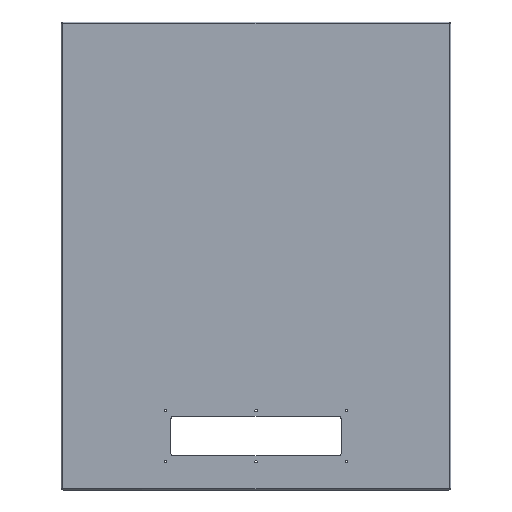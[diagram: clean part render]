
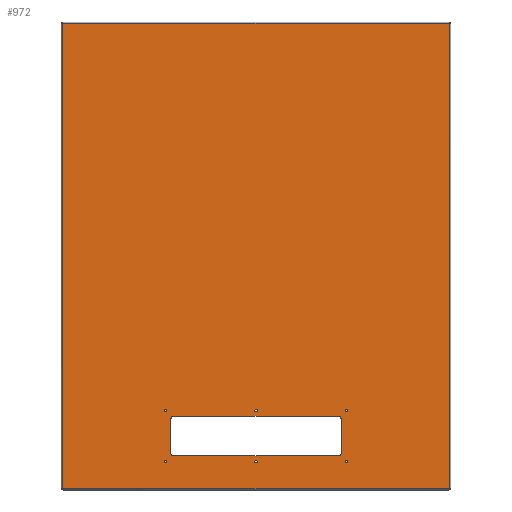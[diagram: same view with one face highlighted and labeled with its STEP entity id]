
A CAD part, top view. The second image highlights one B-rep face of the part: STEP entity #972.
In plain terms, the highlighted planar face has unit normal (0, 0, 1).
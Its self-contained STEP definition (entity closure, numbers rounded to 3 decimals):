
#46=FACE_BOUND('',#154,.T.);
#47=FACE_BOUND('',#155,.T.);
#48=FACE_BOUND('',#156,.T.);
#49=FACE_BOUND('',#157,.T.);
#50=FACE_BOUND('',#158,.T.);
#51=FACE_BOUND('',#159,.T.);
#52=FACE_BOUND('',#160,.T.);
#54=PLANE('',#1068);
#86=FACE_OUTER_BOUND('',#153,.T.);
#153=EDGE_LOOP('',(#697,#698,#699,#700));
#154=EDGE_LOOP('',(#701));
#155=EDGE_LOOP('',(#702));
#156=EDGE_LOOP('',(#703));
#157=EDGE_LOOP('',(#704));
#158=EDGE_LOOP('',(#705));
#159=EDGE_LOOP('',(#706));
#160=EDGE_LOOP('',(#707,#708,#709,#710,#711,#712,#713,#714));
#227=LINE('',#1466,#317);
#228=LINE('',#1468,#318);
#229=LINE('',#1470,#319);
#230=LINE('',#1471,#320);
#231=LINE('',#1474,#321);
#232=LINE('',#1478,#322);
#233=LINE('',#1482,#323);
#234=LINE('',#1486,#324);
#317=VECTOR('',#1197,1000.);
#318=VECTOR('',#1198,1000.);
#319=VECTOR('',#1199,1000.);
#320=VECTOR('',#1200,1000.);
#321=VECTOR('',#1201,1000.);
#322=VECTOR('',#1204,1000.);
#323=VECTOR('',#1207,1000.);
#324=VECTOR('',#1210,1000.);
#394=CIRCLE('',#1047,2.1);
#396=CIRCLE('',#1050,2.1);
#398=CIRCLE('',#1053,2.1);
#400=CIRCLE('',#1056,2.1);
#402=CIRCLE('',#1059,2.1);
#404=CIRCLE('',#1062,2.1);
#409=CIRCLE('',#1069,5.);
#410=CIRCLE('',#1070,5.);
#411=CIRCLE('',#1071,5.);
#412=CIRCLE('',#1072,5.);
#430=VERTEX_POINT('',#1405);
#432=VERTEX_POINT('',#1411);
#434=VERTEX_POINT('',#1417);
#436=VERTEX_POINT('',#1423);
#438=VERTEX_POINT('',#1429);
#440=VERTEX_POINT('',#1435);
#453=VERTEX_POINT('',#1464);
#454=VERTEX_POINT('',#1465);
#455=VERTEX_POINT('',#1467);
#456=VERTEX_POINT('',#1469);
#457=VERTEX_POINT('',#1472);
#458=VERTEX_POINT('',#1473);
#459=VERTEX_POINT('',#1475);
#460=VERTEX_POINT('',#1477);
#461=VERTEX_POINT('',#1479);
#462=VERTEX_POINT('',#1481);
#463=VERTEX_POINT('',#1483);
#464=VERTEX_POINT('',#1485);
#515=EDGE_CURVE('',#430,#430,#394,.T.);
#518=EDGE_CURVE('',#432,#432,#396,.T.);
#521=EDGE_CURVE('',#434,#434,#398,.T.);
#524=EDGE_CURVE('',#436,#436,#400,.T.);
#527=EDGE_CURVE('',#438,#438,#402,.T.);
#530=EDGE_CURVE('',#440,#440,#404,.T.);
#543=EDGE_CURVE('',#453,#454,#227,.T.);
#544=EDGE_CURVE('',#454,#455,#228,.T.);
#545=EDGE_CURVE('',#455,#456,#229,.T.);
#546=EDGE_CURVE('',#456,#453,#230,.T.);
#547=EDGE_CURVE('',#457,#458,#231,.T.);
#548=EDGE_CURVE('',#457,#459,#409,.T.);
#549=EDGE_CURVE('',#460,#459,#232,.T.);
#550=EDGE_CURVE('',#460,#461,#410,.T.);
#551=EDGE_CURVE('',#462,#461,#233,.T.);
#552=EDGE_CURVE('',#462,#463,#411,.T.);
#553=EDGE_CURVE('',#464,#463,#234,.T.);
#554=EDGE_CURVE('',#464,#458,#412,.T.);
#697=ORIENTED_EDGE('',*,*,#543,.T.);
#698=ORIENTED_EDGE('',*,*,#544,.T.);
#699=ORIENTED_EDGE('',*,*,#545,.T.);
#700=ORIENTED_EDGE('',*,*,#546,.T.);
#701=ORIENTED_EDGE('',*,*,#515,.F.);
#702=ORIENTED_EDGE('',*,*,#518,.F.);
#703=ORIENTED_EDGE('',*,*,#521,.F.);
#704=ORIENTED_EDGE('',*,*,#524,.F.);
#705=ORIENTED_EDGE('',*,*,#527,.F.);
#706=ORIENTED_EDGE('',*,*,#530,.F.);
#707=ORIENTED_EDGE('',*,*,#547,.F.);
#708=ORIENTED_EDGE('',*,*,#548,.T.);
#709=ORIENTED_EDGE('',*,*,#549,.F.);
#710=ORIENTED_EDGE('',*,*,#550,.T.);
#711=ORIENTED_EDGE('',*,*,#551,.F.);
#712=ORIENTED_EDGE('',*,*,#552,.T.);
#713=ORIENTED_EDGE('',*,*,#553,.F.);
#714=ORIENTED_EDGE('',*,*,#554,.T.);
#972=ADVANCED_FACE('',(#86,#46,#47,#48,#49,#50,#51,#52),#54,.T.);
#1047=AXIS2_PLACEMENT_3D('',#1407,#1140,#1141);
#1050=AXIS2_PLACEMENT_3D('',#1413,#1147,#1148);
#1053=AXIS2_PLACEMENT_3D('',#1419,#1154,#1155);
#1056=AXIS2_PLACEMENT_3D('',#1425,#1161,#1162);
#1059=AXIS2_PLACEMENT_3D('',#1431,#1168,#1169);
#1062=AXIS2_PLACEMENT_3D('',#1437,#1175,#1176);
#1068=AXIS2_PLACEMENT_3D('',#1463,#1195,#1196);
#1069=AXIS2_PLACEMENT_3D('',#1476,#1202,#1203);
#1070=AXIS2_PLACEMENT_3D('',#1480,#1205,#1206);
#1071=AXIS2_PLACEMENT_3D('',#1484,#1208,#1209);
#1072=AXIS2_PLACEMENT_3D('',#1487,#1211,#1212);
#1140=DIRECTION('center_axis',(0.,0.,1.));
#1141=DIRECTION('ref_axis',(1.,0.,0.));
#1147=DIRECTION('center_axis',(0.,0.,1.));
#1148=DIRECTION('ref_axis',(-1.,0.,0.));
#1154=DIRECTION('center_axis',(0.,0.,1.));
#1155=DIRECTION('ref_axis',(1.,0.,0.));
#1161=DIRECTION('center_axis',(0.,0.,1.));
#1162=DIRECTION('ref_axis',(-1.,0.,0.));
#1168=DIRECTION('center_axis',(0.,0.,1.));
#1169=DIRECTION('ref_axis',(-1.,0.,0.));
#1175=DIRECTION('center_axis',(0.,0.,1.));
#1176=DIRECTION('ref_axis',(1.,0.,0.));
#1195=DIRECTION('center_axis',(0.,0.,1.));
#1196=DIRECTION('ref_axis',(1.,0.,0.));
#1197=DIRECTION('',(0.,-1.,0.));
#1198=DIRECTION('',(1.,0.,0.));
#1199=DIRECTION('',(0.,1.,0.));
#1200=DIRECTION('',(-1.,0.,0.));
#1201=DIRECTION('',(0.,-1.,0.));
#1202=DIRECTION('center_axis',(0.,0.,-1.));
#1203=DIRECTION('ref_axis',(1.,0.,0.));
#1204=DIRECTION('',(-1.,0.,0.));
#1205=DIRECTION('center_axis',(0.,0.,-1.));
#1206=DIRECTION('ref_axis',(1.,0.,0.));
#1207=DIRECTION('',(0.,1.,0.));
#1208=DIRECTION('center_axis',(0.,0.,-1.));
#1209=DIRECTION('ref_axis',(1.,0.,0.));
#1210=DIRECTION('',(1.,0.,0.));
#1211=DIRECTION('center_axis',(0.,0.,-1.));
#1212=DIRECTION('ref_axis',(1.,0.,0.));
#1405=CARTESIAN_POINT('',(-162.1,-362.4,0.));
#1407=CARTESIAN_POINT('Origin',(-160.,-362.4,0.));
#1411=CARTESIAN_POINT('',(157.9,-362.4,0.));
#1413=CARTESIAN_POINT('Origin',(160.,-362.4,0.));
#1417=CARTESIAN_POINT('',(157.9,-272.4,0.));
#1419=CARTESIAN_POINT('Origin',(160.,-272.4,0.));
#1423=CARTESIAN_POINT('',(-2.1,-362.4,0.));
#1425=CARTESIAN_POINT('Origin',(0.,-362.4,0.));
#1429=CARTESIAN_POINT('',(-162.1,-272.4,0.));
#1431=CARTESIAN_POINT('Origin',(-160.,-272.4,0.));
#1435=CARTESIAN_POINT('',(-2.1,-272.4,0.));
#1437=CARTESIAN_POINT('Origin',(0.,-272.4,0.));
#1463=CARTESIAN_POINT('Origin',(0.,0.,0.));
#1464=CARTESIAN_POINT('',(-341.,410.,0.));
#1465=CARTESIAN_POINT('',(-341.,-410.,0.));
#1466=CARTESIAN_POINT('',(-341.,-410.,0.));
#1467=CARTESIAN_POINT('',(341.,-410.,0.));
#1468=CARTESIAN_POINT('',(341.,-410.,0.));
#1469=CARTESIAN_POINT('',(341.,410.,0.));
#1470=CARTESIAN_POINT('',(341.,-410.,0.));
#1471=CARTESIAN_POINT('',(341.,410.,0.));
#1472=CARTESIAN_POINT('',(-150.,-287.4,0.));
#1473=CARTESIAN_POINT('',(-150.,-347.4,0.));
#1474=CARTESIAN_POINT('',(-150.,-282.4,0.));
#1475=CARTESIAN_POINT('',(-145.,-282.4,0.));
#1476=CARTESIAN_POINT('Origin',(-145.,-287.4,0.));
#1477=CARTESIAN_POINT('',(145.,-282.4,0.));
#1478=CARTESIAN_POINT('',(150.,-282.4,0.));
#1479=CARTESIAN_POINT('',(150.,-287.4,0.));
#1480=CARTESIAN_POINT('Origin',(145.,-287.4,0.));
#1481=CARTESIAN_POINT('',(150.,-347.4,0.));
#1482=CARTESIAN_POINT('',(150.,-282.4,0.));
#1483=CARTESIAN_POINT('',(145.,-352.4,0.));
#1484=CARTESIAN_POINT('Origin',(145.,-347.4,0.));
#1485=CARTESIAN_POINT('',(-145.,-352.4,0.));
#1486=CARTESIAN_POINT('',(150.,-352.4,0.));
#1487=CARTESIAN_POINT('Origin',(-145.,-347.4,0.));
